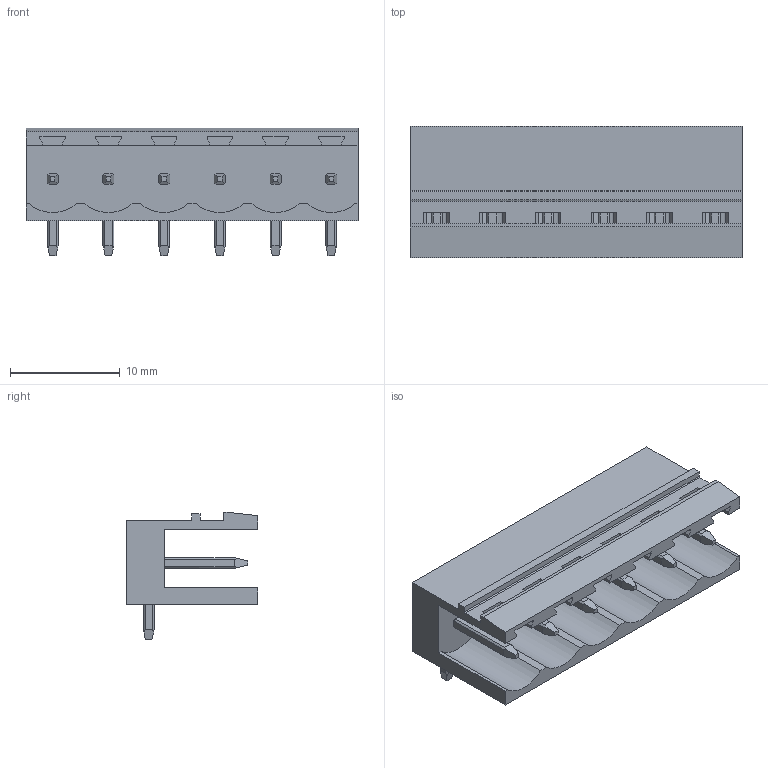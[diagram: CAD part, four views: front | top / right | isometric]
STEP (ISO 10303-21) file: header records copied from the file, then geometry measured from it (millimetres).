
FILE_DESCRIPTION(('CATIA V5 STEP Exchange','CAx-IF Rec.Pracs.--- Model Styling and Organization---1.2---2011-12-15'),'2;1');
FILE_NAME ('D1448992_0_1146810000_1146810000.stp','2018-10-25T10:29:38+00:00',('none'),('Weidmueller'),'CATIA Version 5-6 Release 2014','CATIA V5 STEP AP214','none');
FILE_SCHEMA(('AUTOMOTIVE_DESIGN { 1 0 10303 214 1 1 1 1 }'));
Length unit declared in the file: millimetre
Products named in the file (1): 1146810000
Bounding box: 30.28 x 12 x 11.63 mm (x, y, z)
Volume: 1378.8 mm3; surface area: 2371.3 mm2
Topology: 7 solids, 7 shells, 307 faces, 855 edges, 550 vertices
Faces by surface type: plane 203, cylinder 104
Entity records: 8936 total; most frequent: CARTESIAN_POINT 2021, ORIENTED_EDGE 1710, DIRECTION 983, EDGE_CURVE 849, VECTOR 597, LINE 597, VERTEX_POINT 542, EDGE_LOOP 319
